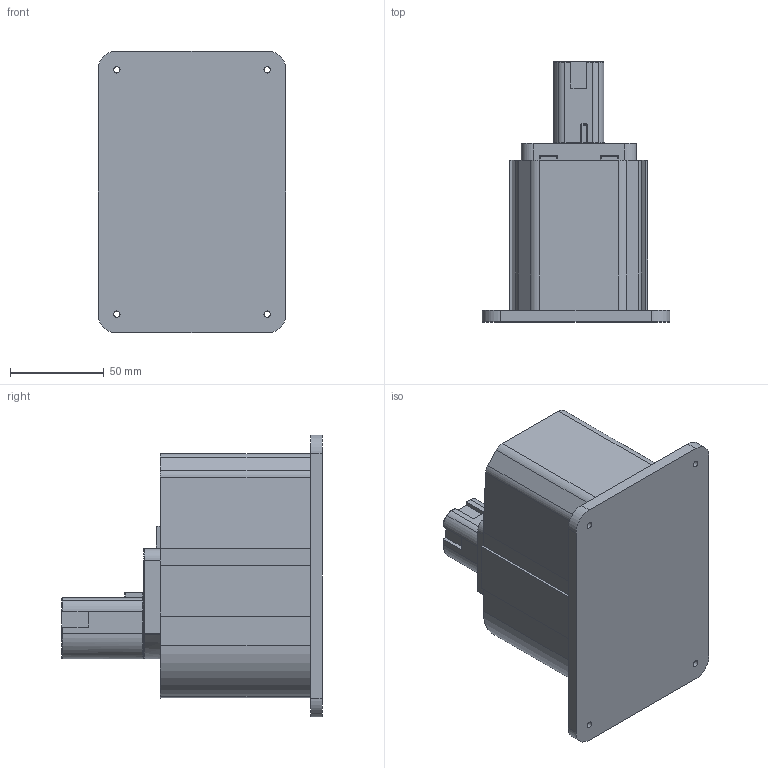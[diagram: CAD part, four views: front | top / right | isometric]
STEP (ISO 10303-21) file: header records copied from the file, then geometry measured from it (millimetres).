
FILE_DESCRIPTION(/* description */ ('STEP AP242','CAx-IF Rec.Pracs.---Representation and Presentation of Product Manufacturing Information (PMI)---4.0---2014-10-13','CAx-IF Rec.Pracs.---3D Tessellated Geometry---0.4---2014-09-14','2;1'),/* implementation_level */ '2;1');
FILE_NAME(/* name */ '65e3d17bf777f0691c60e52a',/* time_stamp */ '2024-03-03T01:25:16Z',/* author */ (''),/* organization */ (''),/* preprocessor_version */ 'ST-DEVELOPER v19.4',/* originating_system */ ' ',/* authorisation */ ' ');
FILE_SCHEMA (('AP242_MANAGED_MODEL_BASED_3D_ENGINEERING_MIM_LF { 1 0 10303 442 1 1 4 }'));
Length unit declared in the file: metre
Products named in the file (1): 1
Bounding box: 100 x 138.37 x 150 mm (x, y, z)
Volume: 848470 mm3; surface area: 68746.6 mm2
Topology: 1 solids, 1 shells, 158 faces, 422 edges, 256 vertices
Faces by surface type: cylinder 63, plane 54, torus 23, sphere 8, bspline 6, cone 4
Full cylindrical faces by diameter (mm): 3.4 x4
Entity records: 5467 total; most frequent: CARTESIAN_POINT 1535, DIRECTION 843, ORIENTED_EDGE 804, EDGE_CURVE 402, AXIS2_PLACEMENT_3D 312, VERTEX_POINT 256, LINE 219, VECTOR 219
